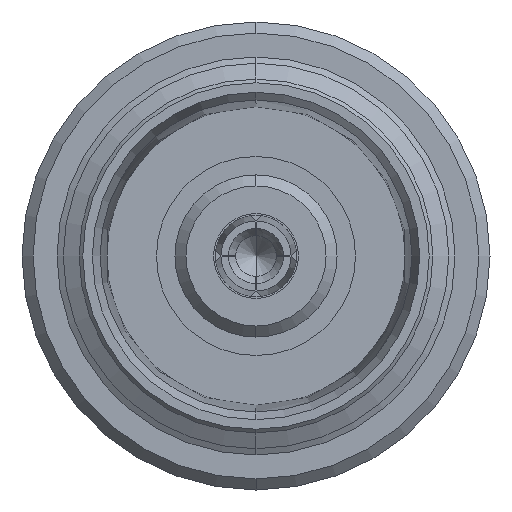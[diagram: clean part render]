
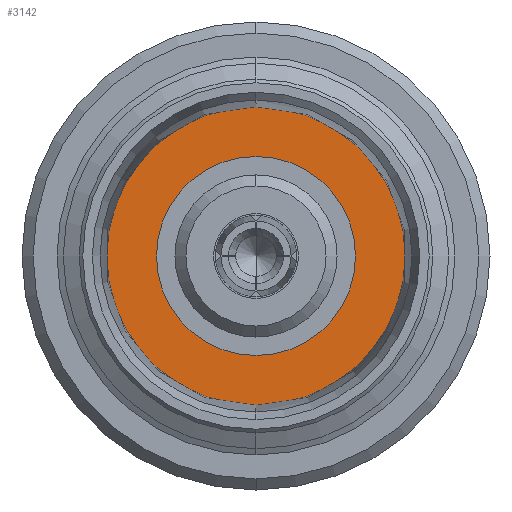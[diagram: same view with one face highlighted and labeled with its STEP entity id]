
A CAD part, left-side view. The second image highlights one B-rep face of the part: STEP entity #3142.
In plain terms, the highlighted planar face has unit normal (-1, 0, 0).
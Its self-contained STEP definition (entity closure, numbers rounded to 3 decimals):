
#64 = VERTEX_POINT ( 'NONE', #4665 ) ;
#280 = VERTEX_POINT ( 'NONE', #3600 ) ;
#285 = CARTESIAN_POINT ( 'NONE',  ( -3.533, 0., 0. ) ) ;
#318 = AXIS2_PLACEMENT_3D ( 'NONE', #3754, #4516, #330 ) ;
#330 = DIRECTION ( 'NONE',  ( 0., 0., 1. ) ) ;
#610 = EDGE_LOOP ( 'NONE', ( #2978, #2564 ) ) ;
#699 = EDGE_CURVE ( 'NONE', #280, #971, #2025, .T. ) ;
#761 = VERTEX_POINT ( 'NONE', #2405 ) ;
#795 = CARTESIAN_POINT ( 'NONE',  ( -3.533, 4.05, 0. ) ) ;
#820 = DIRECTION ( 'NONE',  ( 0., 0., -1. ) ) ;
#842 = FACE_BOUND ( 'NONE', #3126, .T. ) ;
#866 = DIRECTION ( 'NONE',  ( 1., 0., 0. ) ) ;
#971 = VERTEX_POINT ( 'NONE', #1654 ) ;
#1250 = DIRECTION ( 'NONE',  ( -1., 0., 0. ) ) ;
#1295 = AXIS2_PLACEMENT_3D ( 'NONE', #2029, #1250, #3143 ) ;
#1433 = DIRECTION ( 'NONE',  ( 0., 0., 1. ) ) ;
#1548 = DIRECTION ( 'NONE',  ( 0., 0., 1. ) ) ;
#1654 = CARTESIAN_POINT ( 'NONE',  ( -3.533, 0., 4.05 ) ) ;
#1754 = AXIS2_PLACEMENT_3D ( 'NONE', #795, #866, #820 ) ;
#1948 = FACE_OUTER_BOUND ( 'NONE', #610, .T. ) ;
#1958 = EDGE_CURVE ( 'NONE', #64, #761, #3457, .T. ) ;
#1971 = PLANE ( 'NONE',  #1754 ) ;
#2025 = CIRCLE ( 'NONE', #2890, 4.05 ) ;
#2029 = CARTESIAN_POINT ( 'NONE',  ( -3.533, 0., 0. ) ) ;
#2228 = DIRECTION ( 'NONE',  ( -1., 0., 0. ) ) ;
#2405 = CARTESIAN_POINT ( 'NONE',  ( -3.533, 0., -2.7 ) ) ;
#2564 = ORIENTED_EDGE ( 'NONE', *, *, #699, .T. ) ;
#2890 = AXIS2_PLACEMENT_3D ( 'NONE', #285, #2228, #1433 ) ;
#2978 = ORIENTED_EDGE ( 'NONE', *, *, #3095, .T. ) ;
#3087 = ORIENTED_EDGE ( 'NONE', *, *, #4723, .F. ) ;
#3095 = EDGE_CURVE ( 'NONE', #971, #280, #3666, .T. ) ;
#3126 = EDGE_LOOP ( 'NONE', ( #4245, #3087 ) ) ;
#3142 = ADVANCED_FACE ( 'NONE', ( #842, #1948 ), #1971, .F. ) ;
#3143 = DIRECTION ( 'NONE',  ( 0., 0., 1. ) ) ;
#3435 = CIRCLE ( 'NONE', #318, 2.7 ) ;
#3457 = CIRCLE ( 'NONE', #1295, 2.7 ) ;
#3491 = DIRECTION ( 'NONE',  ( -1., 0., 0. ) ) ;
#3594 = AXIS2_PLACEMENT_3D ( 'NONE', #4955, #3491, #1548 ) ;
#3600 = CARTESIAN_POINT ( 'NONE',  ( -3.533, 0., -4.05 ) ) ;
#3666 = CIRCLE ( 'NONE', #3594, 4.05 ) ;
#3754 = CARTESIAN_POINT ( 'NONE',  ( -3.533, 0., 0. ) ) ;
#4245 = ORIENTED_EDGE ( 'NONE', *, *, #1958, .F. ) ;
#4516 = DIRECTION ( 'NONE',  ( -1., 0., 0. ) ) ;
#4665 = CARTESIAN_POINT ( 'NONE',  ( -3.533, 0., 2.7 ) ) ;
#4723 = EDGE_CURVE ( 'NONE', #761, #64, #3435, .T. ) ;
#4955 = CARTESIAN_POINT ( 'NONE',  ( -3.533, 0., 0. ) ) ;
